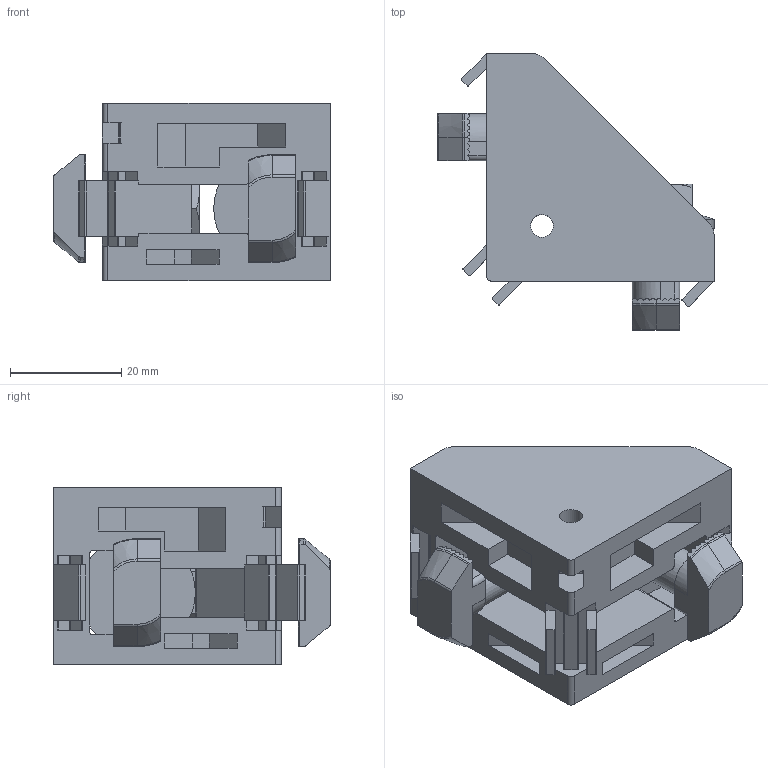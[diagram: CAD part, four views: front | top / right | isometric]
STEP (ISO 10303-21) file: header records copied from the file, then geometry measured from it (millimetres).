
FILE_DESCRIPTION(/* description */ ('STEP AP214'),/* implementation_level */ '2;1');
FILE_NAME(/* name */ '094A4045S01',/* time_stamp */ '2022-11-24T09:45:14+01:00',/* author */ ('License CC BY-ND 4.0'),/* organization */ ('CADENAS'),/* preprocessor_version */ 'ST-DEVELOPER v18.102',/* originating_system */ 'PARTsolutions',/* authorisation */ ' ');
FILE_SCHEMA (('AUTOMOTIVE_DESIGN {1 0 10303 214 3 1 1}'));
Length unit declared in the file: millimetre
Products named in the file (4): 094A4045S01; 094A4045S012; 094A4045S013; 094A4045S011
Assembly tree (5 placements, depth 2):
  094A4045S01
    094A4045S012  x2
    094A4045S013  x2
    094A4045S011
Bounding box: 49.83 x 49.78 x 32 mm (x, y, z)
Volume: 24745.9 mm3; surface area: 14152.8 mm2
Topology: 5 solids, 5 shells, 336 faces, 917 edges, 598 vertices
Faces by surface type: plane 235, cylinder 69, cone 22, torus 8, sphere 2
Full cylindrical faces by diameter (mm): 4.134 x1, 6.647 x2, 8 x2, 21 x2
Entity records: 7599 total; most frequent: CARTESIAN_POINT 1361, DIRECTION 1294, ORIENTED_EDGE 1282, EDGE_CURVE 641, LINE 434, VECTOR 434, AXIS2_PLACEMENT_3D 430, VERTEX_POINT 425
